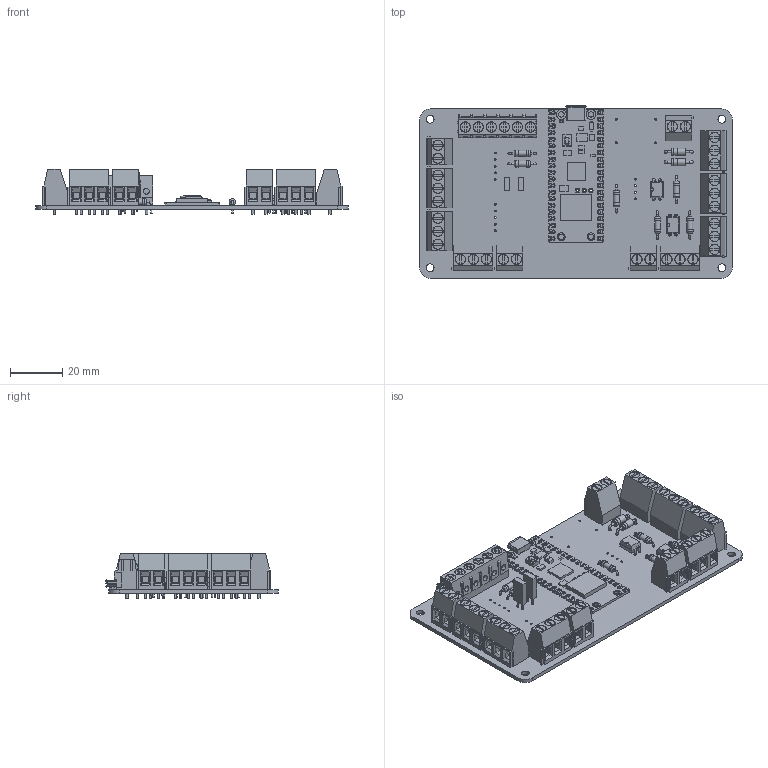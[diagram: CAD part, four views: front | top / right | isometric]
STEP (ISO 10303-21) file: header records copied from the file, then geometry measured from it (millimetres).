
FILE_DESCRIPTION(('KiCad electronic assembly'),'2;1');
FILE_NAME('pcb.step','2025-12-03T13:14:40',('Pcbnew'),('Kicad'), 'Open CASCADE STEP processor 7.9','KiCad to STEP converter','Unknown' );
FILE_SCHEMA(('AUTOMOTIVE_DESIGN { 1 0 10303 214 1 1 1 1 }'));
Length unit declared in the file: millimetre
Products named in the file (11): pcb 1; D_DO-41_SOD81_P10.16mm_Horizontal; TerminalBlock_Phoenix_MKDS-1,5-2_1x02_P5.00mm_Horizontal; R_Axial_DIN0207_L6.3mm_D2.5mm_P10.16mm_Horizontal; DIP-4_W7.62mm; TerminalBlock_Phoenix_MKDS-1,5-3_1x03_P5.00mm_Horizontal; RaspberryPi_Pico_W; RaspberryPi_Pico_W_Module_KiCad; LED_Rectangular_W5.0mm_H2.0mm; TerminalBlock_Phoenix_PT-1,5-6-5.0-H_1x06_P5.00mm_Horizontal; pcb_PCB
Assembly tree (27 placements, depth 3):
  pcb 1
    D_DO-41_SOD81_P10.16mm_Horizontal  x2
    TerminalBlock_Phoenix_MKDS-1,5-2_1x02_P5.00mm_Horizontal  x4
    R_Axial_DIN0207_L6.3mm_D2.5mm_P10.16mm_Horizontal  x6
    DIP-4_W7.62mm  x2
    TerminalBlock_Phoenix_MKDS-1,5-3_1x03_P5.00mm_Horizontal  x7
    RaspberryPi_Pico_W
      RaspberryPi_Pico_W_Module_KiCad
    LED_Rectangular_W5.0mm_H2.0mm  x2
    TerminalBlock_Phoenix_PT-1,5-6-5.0-H_1x06_P5.00mm_Horizontal
    pcb_PCB
Bounding box: 120 x 66.17 x 17.4 mm (x, y, z)
Volume: 30082.1 mm3; surface area: 41855.1 mm2
Topology: 26 solids, 26 shells, 2454 faces, 6394 edges, 4148 vertices
Faces by surface type: plane 1855, cylinder 421, bspline 148, torus 30
Full cylindrical faces by diameter (mm): 0.6 x24, 0.7 x10, 0.75 x8, 0.8 x28, 0.9 x4, 1 x52, 1.1 x4, 1.3 x35, 1.85 x2, 2.1 x4, 2.2 x8, 2.25 x6, 2.5 x12, 2.7 x4, 2.72 x2, 3 x4, 3.8 x35, 4 x35
Entity records: 48782 total; most frequent: CARTESIAN_POINT 7426, ORIENTED_EDGE 6854, DIRECTION 6768, EDGE_CURVE 3427, LINE 2474, VECTOR 2474, VERTEX_POINT 2286, AXIS2_PLACEMENT_3D 2147
